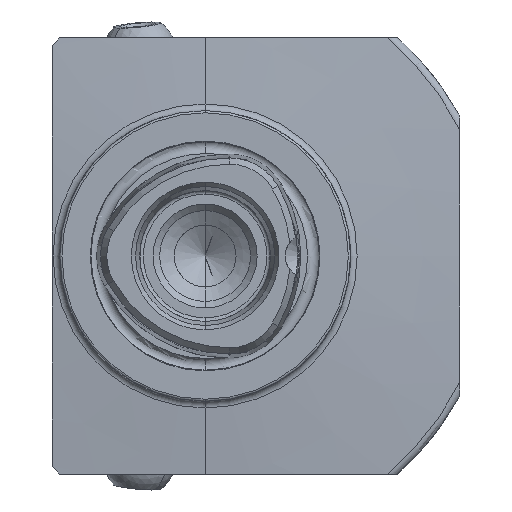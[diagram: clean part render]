
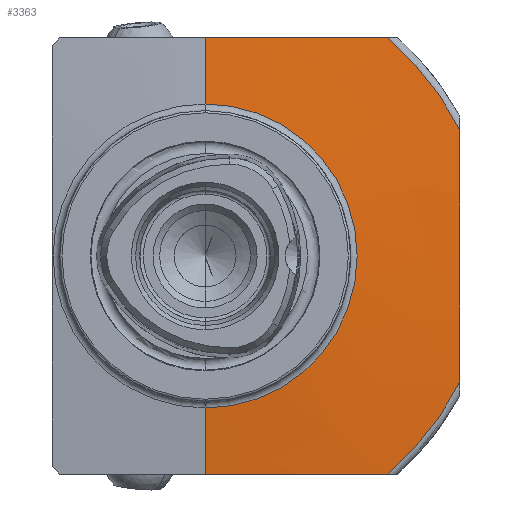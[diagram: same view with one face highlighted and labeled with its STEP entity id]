
A CAD part, left-side view. The second image highlights one B-rep face of the part: STEP entity #3363.
In plain terms, the highlighted conical face has half-angle 85 degrees and reference radius 39.087 mm.
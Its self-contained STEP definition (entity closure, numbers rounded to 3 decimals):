
#105 = EDGE_CURVE ( 'NONE', #5522, #5697, #3495, .T. ) ;
#106 = EDGE_CURVE ( 'NONE', #5649, #5535, #3491, .T. ) ;
#109 = EDGE_CURVE ( 'NONE', #5522, #5535, #4986, .T. ) ;
#114 = EDGE_CURVE ( 'NONE', #5518, #2561, #5439, .T. ) ;
#152 = EDGE_CURVE ( 'NONE', #5582, #5649, #6481, .T. ) ;
#158 = EDGE_CURVE ( 'NONE', #5518, #5697, #6433, .T. ) ;
#509 = EDGE_CURVE ( 'NONE', #5636, #2561, #6463, .T. ) ;
#731 = DIRECTION ( 'NONE',  ( 0., 0., 1. ) ) ;
#732 = CARTESIAN_POINT ( 'NONE',  ( 22.586, 0., 0. ) ) ;
#733 = DIRECTION ( 'NONE',  ( -1., 0., 0. ) ) ;
#1218 = EDGE_CURVE ( 'NONE', #5636, #5582, #6300, .T. ) ;
#1316 = CARTESIAN_POINT ( 'NONE',  ( 22.586, -35., -17.401 ) ) ;
#1880 = DIRECTION ( 'NONE',  ( 0.087, 0., -0.996 ) ) ;
#1990 = CONICAL_SURFACE ( 'NONE', #3280, 39.087, 1.484 ) ;
#2212 = CARTESIAN_POINT ( 'NONE',  ( 22.586, 0., 0. ) ) ;
#2213 = DIRECTION ( 'NONE',  ( 0., 0., 1. ) ) ;
#2214 = DIRECTION ( 'NONE',  ( -1., 0., 0. ) ) ;
#2456 = CARTESIAN_POINT ( 'NONE',  ( 21.87, -8.355, 30. ) ) ;
#2457 = CARTESIAN_POINT ( 'NONE',  ( 22.36, -35., 11.6 ) ) ;
#2458 = CARTESIAN_POINT ( 'NONE',  ( 22.586, -35., 17.401 ) ) ;
#2459 = CARTESIAN_POINT ( 'NONE',  ( 22.229, -35., -5.802 ) ) ;
#2460 = CARTESIAN_POINT ( 'NONE',  ( 22.586, -35., -17.401 ) ) ;
#2465 = CARTESIAN_POINT ( 'NONE',  ( 22.36, -35., -11.602 ) ) ;
#2467 = CARTESIAN_POINT ( 'NONE',  ( 22.152, -16.707, 30. ) ) ;
#2469 = CARTESIAN_POINT ( 'NONE',  ( 22.586, -25.056, 30. ) ) ;
#2472 = CARTESIAN_POINT ( 'NONE',  ( 21.791, 0., 30. ) ) ;
#2473 = CARTESIAN_POINT ( 'NONE',  ( 22.352, -20.882, 30. ) ) ;
#2474 = CARTESIAN_POINT ( 'NONE',  ( 21.791, -4.178, 30. ) ) ;
#2478 = CARTESIAN_POINT ( 'NONE',  ( 22.229, -35., 5.799 ) ) ;
#2561 = VERTEX_POINT ( 'NONE', #4586 ) ;
#2703 = ORIENTED_EDGE ( 'NONE', *, *, #106, .F. ) ;
#2710 = ORIENTED_EDGE ( 'NONE', *, *, #109, .T. ) ;
#3226 = AXIS2_PLACEMENT_3D ( 'NONE', #6687, #6688, #6689 ) ;
#3280 = AXIS2_PLACEMENT_3D ( 'NONE', #5213, #5210, #5206 ) ;
#3363 = ADVANCED_FACE ( 'NONE', ( #6288 ), #1990, .T. ) ;
#3491 = B_SPLINE_CURVE_WITH_KNOTS ( 'NONE', 3,
 ( #2472, #2474, #2456, #2467, #2473, #2469 ),
 .UNSPECIFIED., .F., .F.,
 ( 4, 2, 4 ),
 ( 0.134, 0.147, 0.159 ),
 .UNSPECIFIED. ) ;
#3495 = B_SPLINE_CURVE_WITH_KNOTS ( 'NONE', 3,
 ( #2458, #2457, #2478, #2459, #2465, #2460 ),
 .UNSPECIFIED., .F., .F.,
 ( 4, 2, 4 ),
 ( 0.11, 0.127, 0.145 ),
 .UNSPECIFIED. ) ;
#3772 = CARTESIAN_POINT ( 'NONE',  ( 22.586, -25.056, -30. ) ) ;
#3775 = CARTESIAN_POINT ( 'NONE',  ( 22.586, -35., 17.401 ) ) ;
#3785 = CARTESIAN_POINT ( 'NONE',  ( 22.586, -25.056, 30. ) ) ;
#3830 = CARTESIAN_POINT ( 'NONE',  ( 20.996, 0., 20.913 ) ) ;
#3882 = CARTESIAN_POINT ( 'NONE',  ( 20.996, 0., -20.913 ) ) ;
#3894 = CARTESIAN_POINT ( 'NONE',  ( 21.791, 0., 30. ) ) ;
#3941 = CARTESIAN_POINT ( 'NONE',  ( 21.791, 0., -30. ) ) ;
#3942 = CARTESIAN_POINT ( 'NONE',  ( 22.586, -25.056, -30. ) ) ;
#3947 = CARTESIAN_POINT ( 'NONE',  ( 21.87, -8.355, -30. ) ) ;
#3949 = CARTESIAN_POINT ( 'NONE',  ( 22.352, -20.882, -30. ) ) ;
#3952 = CARTESIAN_POINT ( 'NONE',  ( 21.791, -4.178, -30. ) ) ;
#3956 = CARTESIAN_POINT ( 'NONE',  ( 22.152, -16.707, -30. ) ) ;
#4586 = CARTESIAN_POINT ( 'NONE',  ( 21.791, 0., -30. ) ) ;
#4986 = CIRCLE ( 'NONE', #7395, 39.087 ) ;
#5206 = DIRECTION ( 'NONE',  ( 0., 0., -1. ) ) ;
#5210 = DIRECTION ( 'NONE',  ( 1., 0., 0. ) ) ;
#5213 = CARTESIAN_POINT ( 'NONE',  ( 22.586, 0., 0. ) ) ;
#5439 = B_SPLINE_CURVE_WITH_KNOTS ( 'NONE', 3,
 ( #3942, #3949, #3956, #3947, #3952, #3941 ),
 .UNSPECIFIED., .F., .F.,
 ( 4, 2, 4 ),
 ( 0.042, 0.054, 0.067 ),
 .UNSPECIFIED. ) ;
#5518 = VERTEX_POINT ( 'NONE', #3772 ) ;
#5522 = VERTEX_POINT ( 'NONE', #3775 ) ;
#5535 = VERTEX_POINT ( 'NONE', #3785 ) ;
#5582 = VERTEX_POINT ( 'NONE', #3830 ) ;
#5636 = VERTEX_POINT ( 'NONE', #3882 ) ;
#5649 = VERTEX_POINT ( 'NONE', #3894 ) ;
#5697 = VERTEX_POINT ( 'NONE', #1316 ) ;
#5767 = EDGE_LOOP ( 'NONE', ( #7025, #6974, #6884, #7091, #6993, #7030, #2710, #2703 ) ) ;
#6288 = FACE_OUTER_BOUND ( 'NONE', #5767, .T. ) ;
#6300 = CIRCLE ( 'NONE', #3226, 20.913 ) ;
#6375 = VECTOR ( 'NONE', #1880, 1000. ) ;
#6433 = CIRCLE ( 'NONE', #7415, 39.087 ) ;
#6463 = LINE ( 'NONE', #7420, #6375 ) ;
#6481 = LINE ( 'NONE', #7342, #6486 ) ;
#6486 = VECTOR ( 'NONE', #7357, 1000. ) ;
#6687 = CARTESIAN_POINT ( 'NONE',  ( 20.996, 0., 0. ) ) ;
#6688 = DIRECTION ( 'NONE',  ( -1., 0., 0. ) ) ;
#6689 = DIRECTION ( 'NONE',  ( 0., 0., 1. ) ) ;
#6884 = ORIENTED_EDGE ( 'NONE', *, *, #509, .T. ) ;
#6974 = ORIENTED_EDGE ( 'NONE', *, *, #1218, .F. ) ;
#6993 = ORIENTED_EDGE ( 'NONE', *, *, #158, .T. ) ;
#7025 = ORIENTED_EDGE ( 'NONE', *, *, #152, .F. ) ;
#7030 = ORIENTED_EDGE ( 'NONE', *, *, #105, .F. ) ;
#7091 = ORIENTED_EDGE ( 'NONE', *, *, #114, .F. ) ;
#7342 = CARTESIAN_POINT ( 'NONE',  ( 22.586, 0., 39.087 ) ) ;
#7357 = DIRECTION ( 'NONE',  ( 0.087, 0., 0.996 ) ) ;
#7395 = AXIS2_PLACEMENT_3D ( 'NONE', #732, #733, #731 ) ;
#7415 = AXIS2_PLACEMENT_3D ( 'NONE', #2212, #2214, #2213 ) ;
#7420 = CARTESIAN_POINT ( 'NONE',  ( 22.586, 0., -39.087 ) ) ;
